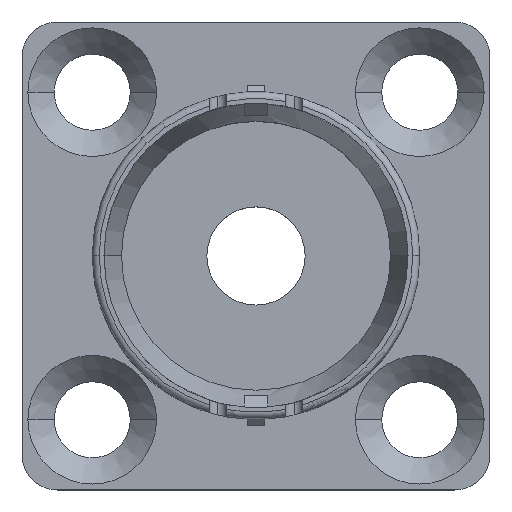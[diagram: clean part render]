
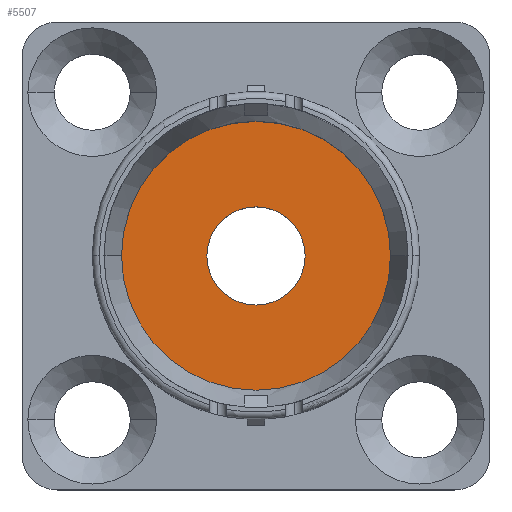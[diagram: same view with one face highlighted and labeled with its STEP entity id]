
A CAD part, top view. The second image highlights one B-rep face of the part: STEP entity #5507.
In plain terms, the highlighted planar face has unit normal (0, 0, 1).
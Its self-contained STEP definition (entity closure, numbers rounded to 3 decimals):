
#1788 = VERTEX_POINT('',#1789);
#1789 = CARTESIAN_POINT('',(-4.2,0.,5.));
#1798 = CYLINDRICAL_SURFACE('',#1799,4.2);
#1799 = AXIS2_PLACEMENT_3D('',#1800,#1801,#1802);
#1800 = CARTESIAN_POINT('',(0.,0.,30.));
#1801 = DIRECTION('',(0.,0.,1.));
#1802 = DIRECTION('',(-1.,0.,0.));
#1810 = CYLINDRICAL_SURFACE('',#1811,4.2);
#1811 = AXIS2_PLACEMENT_3D('',#1812,#1813,#1814);
#1812 = CARTESIAN_POINT('',(0.,0.,30.));
#1813 = DIRECTION('',(0.,0.,1.));
#1814 = DIRECTION('',(-1.,0.,0.));
#1851 = VERTEX_POINT('',#1852);
#1852 = CARTESIAN_POINT('',(4.2,0.,5.));
#1873 = EDGE_CURVE('',#1788,#1851,#1874,.T.);
#1874 = SURFACE_CURVE('',#1875,(#1880,#1887),.PCURVE_S1.);
#1875 = CIRCLE('',#1876,4.2);
#1876 = AXIS2_PLACEMENT_3D('',#1877,#1878,#1879);
#1877 = CARTESIAN_POINT('',(0.,0.,5.));
#1878 = DIRECTION('',(0.,0.,1.));
#1879 = DIRECTION('',(-1.,0.,0.));
#1880 = PCURVE('',#1798,#1881);
#1881 = DEFINITIONAL_REPRESENTATION('',(#1882),#1886);
#1882 = LINE('',#1883,#1884);
#1883 = CARTESIAN_POINT('',(0.,-25.));
#1884 = VECTOR('',#1885,1.);
#1885 = DIRECTION('',(1.,0.));
#1886 = ( GEOMETRIC_REPRESENTATION_CONTEXT(2) 
PARAMETRIC_REPRESENTATION_CONTEXT() REPRESENTATION_CONTEXT('2D SPACE',''
  ) );
#1887 = PCURVE('',#1888,#1893);
#1888 = PLANE('',#1889);
#1889 = AXIS2_PLACEMENT_3D('',#1890,#1891,#1892);
#1890 = CARTESIAN_POINT('',(-20.,20.,5.));
#1891 = DIRECTION('',(0.,0.,-1.));
#1892 = DIRECTION('',(0.,-1.,0.));
#1893 = DEFINITIONAL_REPRESENTATION('',(#1894),#1902);
#1894 = ( BOUNDED_CURVE() B_SPLINE_CURVE(2,(#1895,#1896,#1897,#1898,
#1899,#1900,#1901),.UNSPECIFIED.,.T.,.F.) B_SPLINE_CURVE_WITH_KNOTS((1,2
    ,2,2,2,1),(-2.094,0.,2.094,4.189,
6.283,8.378),.UNSPECIFIED.) CURVE() 
GEOMETRIC_REPRESENTATION_ITEM() RATIONAL_B_SPLINE_CURVE((1.,0.5,1.,0.5,
1.,0.5,1.)) REPRESENTATION_ITEM('') );
#1895 = CARTESIAN_POINT('',(20.,-15.8));
#1896 = CARTESIAN_POINT('',(27.275,-15.8));
#1897 = CARTESIAN_POINT('',(23.637,-22.1));
#1898 = CARTESIAN_POINT('',(20.,-28.4));
#1899 = CARTESIAN_POINT('',(16.363,-22.1));
#1900 = CARTESIAN_POINT('',(12.725,-15.8));
#1901 = CARTESIAN_POINT('',(20.,-15.8));
#1902 = ( GEOMETRIC_REPRESENTATION_CONTEXT(2) 
PARAMETRIC_REPRESENTATION_CONTEXT() REPRESENTATION_CONTEXT('2D SPACE',''
  ) );
#1910 = VERTEX_POINT('',#1911);
#1911 = CARTESIAN_POINT('',(-11.5,0.,5.));
#1918 = CYLINDRICAL_SURFACE('',#1919,11.5);
#1919 = AXIS2_PLACEMENT_3D('',#1920,#1921,#1922);
#1920 = CARTESIAN_POINT('',(0.,0.,-1.432));
#1921 = DIRECTION('',(0.,0.,1.));
#1922 = DIRECTION('',(-1.,0.,0.));
#1930 = CYLINDRICAL_SURFACE('',#1931,11.5);
#1931 = AXIS2_PLACEMENT_3D('',#1932,#1933,#1934);
#1932 = CARTESIAN_POINT('',(0.,0.,-1.432));
#1933 = DIRECTION('',(0.,0.,1.));
#1934 = DIRECTION('',(-1.,0.,0.));
#1942 = EDGE_CURVE('',#1943,#1910,#1945,.T.);
#1943 = VERTEX_POINT('',#1944);
#1944 = CARTESIAN_POINT('',(11.5,0.,5.));
#1945 = SURFACE_CURVE('',#1946,(#1951,#1958),.PCURVE_S1.);
#1946 = CIRCLE('',#1947,11.5);
#1947 = AXIS2_PLACEMENT_3D('',#1948,#1949,#1950);
#1948 = CARTESIAN_POINT('',(0.,0.,5.));
#1949 = DIRECTION('',(0.,0.,-1.));
#1950 = DIRECTION('',(-1.,0.,0.));
#1951 = PCURVE('',#1918,#1952);
#1952 = DEFINITIONAL_REPRESENTATION('',(#1953),#1957);
#1953 = LINE('',#1954,#1955);
#1954 = CARTESIAN_POINT('',(6.283,6.432));
#1955 = VECTOR('',#1956,1.);
#1956 = DIRECTION('',(-1.,0.));
#1957 = ( GEOMETRIC_REPRESENTATION_CONTEXT(2) 
PARAMETRIC_REPRESENTATION_CONTEXT() REPRESENTATION_CONTEXT('2D SPACE',''
  ) );
#1958 = PCURVE('',#1888,#1959);
#1959 = DEFINITIONAL_REPRESENTATION('',(#1960),#1964);
#1960 = CIRCLE('',#1961,11.5);
#1961 = AXIS2_PLACEMENT_2D('',#1962,#1963);
#1962 = CARTESIAN_POINT('',(20.,-20.));
#1963 = DIRECTION('',(0.,1.));
#1964 = ( GEOMETRIC_REPRESENTATION_CONTEXT(2) 
PARAMETRIC_REPRESENTATION_CONTEXT() REPRESENTATION_CONTEXT('2D SPACE',''
  ) );
#5507 = ADVANCED_FACE('',(#5508,#5533),#1888,.F.);
#5508 = FACE_BOUND('',#5509,.T.);
#5509 = EDGE_LOOP('',(#5510,#5532));
#5510 = ORIENTED_EDGE('',*,*,#5511,.F.);
#5511 = EDGE_CURVE('',#1910,#1943,#5512,.T.);
#5512 = SURFACE_CURVE('',#5513,(#5518,#5525),.PCURVE_S1.);
#5513 = CIRCLE('',#5514,11.5);
#5514 = AXIS2_PLACEMENT_3D('',#5515,#5516,#5517);
#5515 = CARTESIAN_POINT('',(0.,0.,5.));
#5516 = DIRECTION('',(0.,0.,-1.));
#5517 = DIRECTION('',(-1.,0.,0.));
#5518 = PCURVE('',#1888,#5519);
#5519 = DEFINITIONAL_REPRESENTATION('',(#5520),#5524);
#5520 = CIRCLE('',#5521,11.5);
#5521 = AXIS2_PLACEMENT_2D('',#5522,#5523);
#5522 = CARTESIAN_POINT('',(20.,-20.));
#5523 = DIRECTION('',(0.,1.));
#5524 = ( GEOMETRIC_REPRESENTATION_CONTEXT(2) 
PARAMETRIC_REPRESENTATION_CONTEXT() REPRESENTATION_CONTEXT('2D SPACE',''
  ) );
#5525 = PCURVE('',#1930,#5526);
#5526 = DEFINITIONAL_REPRESENTATION('',(#5527),#5531);
#5527 = LINE('',#5528,#5529);
#5528 = CARTESIAN_POINT('',(6.283,6.432));
#5529 = VECTOR('',#5530,1.);
#5530 = DIRECTION('',(-1.,0.));
#5531 = ( GEOMETRIC_REPRESENTATION_CONTEXT(2) 
PARAMETRIC_REPRESENTATION_CONTEXT() REPRESENTATION_CONTEXT('2D SPACE',''
  ) );
#5532 = ORIENTED_EDGE('',*,*,#1942,.F.);
#5533 = FACE_BOUND('',#5534,.T.);
#5534 = EDGE_LOOP('',(#5535,#5536));
#5535 = ORIENTED_EDGE('',*,*,#1873,.F.);
#5536 = ORIENTED_EDGE('',*,*,#5537,.F.);
#5537 = EDGE_CURVE('',#1851,#1788,#5538,.T.);
#5538 = SURFACE_CURVE('',#5539,(#5544,#5555),.PCURVE_S1.);
#5539 = CIRCLE('',#5540,4.2);
#5540 = AXIS2_PLACEMENT_3D('',#5541,#5542,#5543);
#5541 = CARTESIAN_POINT('',(0.,0.,5.));
#5542 = DIRECTION('',(0.,0.,1.));
#5543 = DIRECTION('',(-1.,0.,0.));
#5544 = PCURVE('',#1888,#5545);
#5545 = DEFINITIONAL_REPRESENTATION('',(#5546),#5554);
#5546 = ( BOUNDED_CURVE() B_SPLINE_CURVE(2,(#5547,#5548,#5549,#5550,
#5551,#5552,#5553),.UNSPECIFIED.,.T.,.F.) B_SPLINE_CURVE_WITH_KNOTS((1,2
    ,2,2,2,1),(-2.094,0.,2.094,4.189,
6.283,8.378),.UNSPECIFIED.) CURVE() 
GEOMETRIC_REPRESENTATION_ITEM() RATIONAL_B_SPLINE_CURVE((1.,0.5,1.,0.5,
1.,0.5,1.)) REPRESENTATION_ITEM('') );
#5547 = CARTESIAN_POINT('',(20.,-15.8));
#5548 = CARTESIAN_POINT('',(27.275,-15.8));
#5549 = CARTESIAN_POINT('',(23.637,-22.1));
#5550 = CARTESIAN_POINT('',(20.,-28.4));
#5551 = CARTESIAN_POINT('',(16.363,-22.1));
#5552 = CARTESIAN_POINT('',(12.725,-15.8));
#5553 = CARTESIAN_POINT('',(20.,-15.8));
#5554 = ( GEOMETRIC_REPRESENTATION_CONTEXT(2) 
PARAMETRIC_REPRESENTATION_CONTEXT() REPRESENTATION_CONTEXT('2D SPACE',''
  ) );
#5555 = PCURVE('',#1810,#5556);
#5556 = DEFINITIONAL_REPRESENTATION('',(#5557),#5561);
#5557 = LINE('',#5558,#5559);
#5558 = CARTESIAN_POINT('',(0.,-25.));
#5559 = VECTOR('',#5560,1.);
#5560 = DIRECTION('',(1.,0.));
#5561 = ( GEOMETRIC_REPRESENTATION_CONTEXT(2) 
PARAMETRIC_REPRESENTATION_CONTEXT() REPRESENTATION_CONTEXT('2D SPACE',''
  ) );
